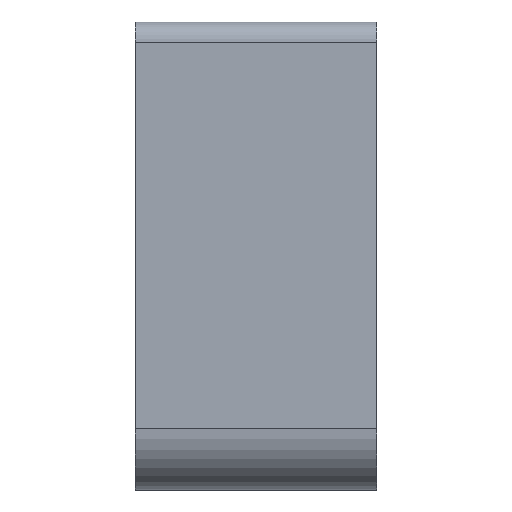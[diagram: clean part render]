
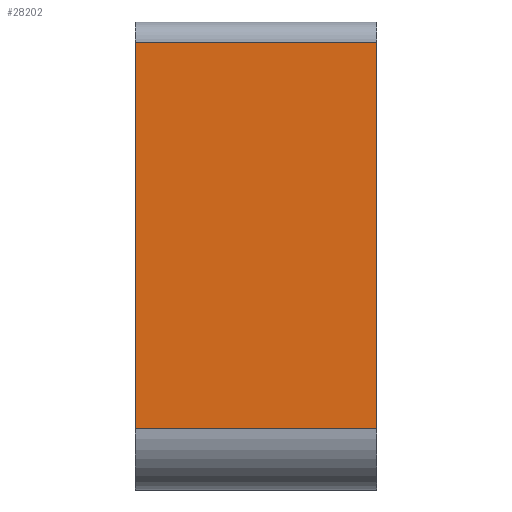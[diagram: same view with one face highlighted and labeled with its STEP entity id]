
A CAD part, left-side view. The second image highlights one B-rep face of the part: STEP entity #28202.
In plain terms, the highlighted planar face has unit normal (-1, 0, 0).
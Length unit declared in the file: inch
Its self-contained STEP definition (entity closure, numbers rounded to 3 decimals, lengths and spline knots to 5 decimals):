
#294 = DIRECTION ( 'NONE',  ( 0., 0., 1. ) ) ;
#1051 = DIRECTION ( 'NONE',  ( 0., 1., 0. ) ) ;
#2366 = LINE ( 'NONE', #19477, #10234 ) ;
#3889 = DIRECTION ( 'NONE',  ( 0., -1., 0. ) ) ;
#7144 = VERTEX_POINT ( 'NONE', #24696 ) ;
#7711 = VECTOR ( 'NONE', #294, 39.37008 ) ;
#8088 = VECTOR ( 'NONE', #3889, 39.37008 ) ;
#8347 = CARTESIAN_POINT ( 'NONE',  ( -3.33121, 0.62562, -3.28707 ) ) ;
#9844 = EDGE_LOOP ( 'NONE', ( #20283, #13444, #28195, #25934 ) ) ;
#10234 = VECTOR ( 'NONE', #19561, 39.37008 ) ;
#11291 = VERTEX_POINT ( 'NONE', #21612 ) ;
#11383 = EDGE_CURVE ( 'NONE', #7144, #21550, #2366, .T. ) ;
#12194 = AXIS2_PLACEMENT_3D ( 'NONE', #22640, #24851, #1051 ) ;
#12257 = DIRECTION ( 'NONE',  ( 0., 0., 1. ) ) ;
#13444 = ORIENTED_EDGE ( 'NONE', *, *, #11383, .F. ) ;
#13887 = CARTESIAN_POINT ( 'NONE',  ( -3.33121, 1.21612, -3.28707 ) ) ;
#14003 = EDGE_CURVE ( 'NONE', #25330, #11291, #20278, .T. ) ;
#14427 = VECTOR ( 'NONE', #12257, 39.37008 ) ;
#16028 = PLANE ( 'NONE',  #12194 ) ;
#17117 = LINE ( 'NONE', #25252, #14427 ) ;
#17529 = EDGE_CURVE ( 'NONE', #11291, #21550, #17117, .T. ) ;
#19477 = CARTESIAN_POINT ( 'NONE',  ( -3.33121, 0.62562, -1.39507 ) ) ;
#19561 = DIRECTION ( 'NONE',  ( 0., -1., 0. ) ) ;
#20278 = LINE ( 'NONE', #8347, #8088 ) ;
#20283 = ORIENTED_EDGE ( 'NONE', *, *, #17529, .T. ) ;
#21550 = VERTEX_POINT ( 'NONE', #26014 ) ;
#21612 = CARTESIAN_POINT ( 'NONE',  ( -3.33121, 0.03512, -3.28707 ) ) ;
#22178 = CARTESIAN_POINT ( 'NONE',  ( -3.33121, 1.21612, -1.29507 ) ) ;
#22640 = CARTESIAN_POINT ( 'NONE',  ( -3.33121, 0.03512, -1.39507 ) ) ;
#22956 = LINE ( 'NONE', #22178, #7711 ) ;
#24696 = CARTESIAN_POINT ( 'NONE',  ( -3.33121, 1.21612, -1.39507 ) ) ;
#24851 = DIRECTION ( 'NONE',  ( -1., 0., 0. ) ) ;
#24972 = FACE_OUTER_BOUND ( 'NONE', #9844, .T. ) ;
#25252 = CARTESIAN_POINT ( 'NONE',  ( -3.33121, 0.03512, -2.34107 ) ) ;
#25330 = VERTEX_POINT ( 'NONE', #13887 ) ;
#25934 = ORIENTED_EDGE ( 'NONE', *, *, #14003, .T. ) ;
#26014 = CARTESIAN_POINT ( 'NONE',  ( -3.33121, 0.03512, -1.39507 ) ) ;
#26968 = EDGE_CURVE ( 'NONE', #25330, #7144, #22956, .T. ) ;
#28195 = ORIENTED_EDGE ( 'NONE', *, *, #26968, .F. ) ;
#28202 = ADVANCED_FACE ( 'NONE', ( #24972 ), #16028, .T. ) ;
